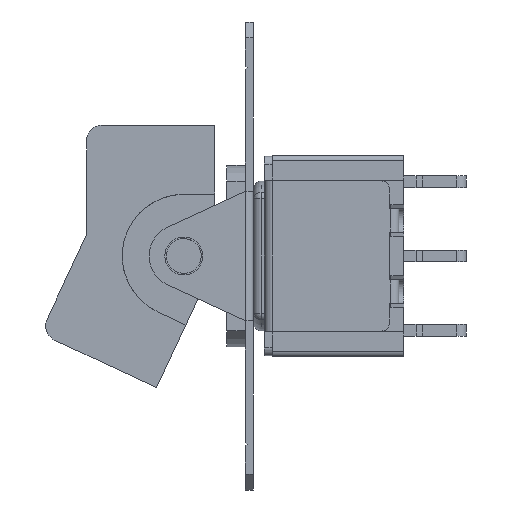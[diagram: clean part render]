
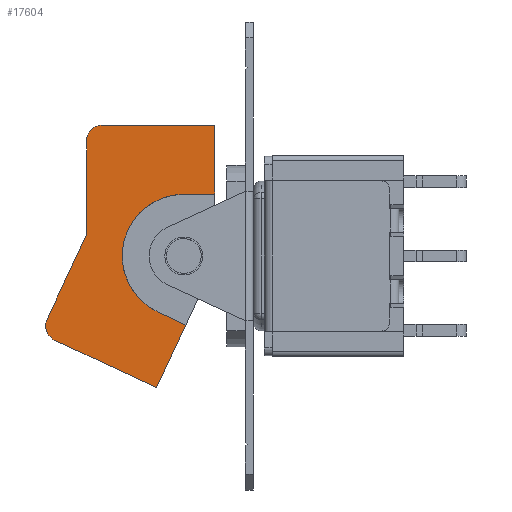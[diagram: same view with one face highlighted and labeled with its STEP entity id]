
A CAD part, front view. The second image highlights one B-rep face of the part: STEP entity #17604.
In plain terms, the highlighted face is planar.
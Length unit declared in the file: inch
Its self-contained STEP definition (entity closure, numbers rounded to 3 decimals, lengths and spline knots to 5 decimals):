
#16161=DIRECTION('',(0.976,0.216,-0.001));
#16162=VECTOR('',#16161,0.23281);
#16163=CARTESIAN_POINT('',(0.,0.32664,0.18337));
#16164=LINE('',#16163,#16162);
#16168=CARTESIAN_POINT('',(0.2273,0.37703,
0.18311));
#16169=CARTESIAN_POINT('',(0.23144,0.37795,
0.18311));
#16170=CARTESIAN_POINT('',(0.23957,0.37843,
0.18311));
#16171=CARTESIAN_POINT('',(0.25183,0.37528,
0.18312));
#16172=CARTESIAN_POINT('',(0.2624,0.36852,
0.18316));
#16173=CARTESIAN_POINT('',(0.27038,0.35875,
0.18321));
#16174=CARTESIAN_POINT('',(0.27335,0.35121,
0.18325));
#16175=CARTESIAN_POINT('',(0.27426,0.3471,
0.18327));
#16180=DIRECTION('',(-0.976,-0.216,0.001));
#16181=VECTOR('',#16180,0.17139);
#16182=CARTESIAN_POINT('',(0.33465,0.07419,
0.18469));
#16183=LINE('',#16182,#16181);
#16187=DIRECTION('',(-0.226,0.974,-0.005));
#16188=VECTOR('',#16187,0.07846);
#16189=CARTESIAN_POINT('',(0.16732,0.03709,
0.18482));
#16190=LINE('',#16189,#16188);
#16194=DIRECTION('',(-0.226,-0.974,0.005));
#16195=VECTOR('',#16194,0.07846);
#16196=CARTESIAN_POINT('',(-0.14955,0.11351,
0.18446));
#16197=LINE('',#16196,#16195);
#16201=DIRECTION('',(-0.976,0.216,-0.001));
#16202=VECTOR('',#16201,0.17139);
#16203=CARTESIAN_POINT('',(-0.16732,0.03709,
0.18482));
#16204=LINE('',#16203,#16202);
#16208=CARTESIAN_POINT('',(-0.27426,0.3471,
0.18327));
#16209=CARTESIAN_POINT('',(-0.27334,0.35124,
0.18325));
#16210=CARTESIAN_POINT('',(-0.27035,0.35882,
0.18321));
#16211=CARTESIAN_POINT('',(-0.26231,0.3686,
0.18316));
#16212=CARTESIAN_POINT('',(-0.25172,0.37533,
0.18312));
#16213=CARTESIAN_POINT('',(-0.2395,0.37843,
0.18311));
#16214=CARTESIAN_POINT('',(-0.23141,0.37794,
0.18311));
#16215=CARTESIAN_POINT('',(-0.2273,0.37703,
0.18311));
#16220=DIRECTION('',(0.976,-0.216,0.001));
#16221=VECTOR('',#16220,0.23281);
#16222=CARTESIAN_POINT('',(-0.2273,0.37703,
0.18311));
#16223=LINE('',#16222,#16221);
#16262=DIRECTION('',(-0.216,-0.976,0.005));
#16263=VECTOR('',#16262,0.27952);
#16264=CARTESIAN_POINT('',(-0.27426,0.3471,
0.18327));
#16265=LINE('',#16264,#16263);
#16468=CARTESIAN_POINT('',(-0.14955,0.11351,
0.18446));
#16469=CARTESIAN_POINT('',(-0.14666,0.12596,
0.1844));
#16470=CARTESIAN_POINT('',(-0.13802,0.14954,
0.18428));
#16471=CARTESIAN_POINT('',(-0.11589,0.18207,
0.18411));
#16472=CARTESIAN_POINT('',(-0.08558,0.20824,
0.18398));
#16473=CARTESIAN_POINT('',(-0.05049,0.22549,
0.18389));
#16474=CARTESIAN_POINT('',(-0.01207,0.23341,
0.18385));
#16475=CARTESIAN_POINT('',(0.02543,0.23165,
0.18386));
#16476=CARTESIAN_POINT('',(0.06057,0.22135,
0.18391));
#16477=CARTESIAN_POINT('',(0.09166,0.20366,
0.184));
#16478=CARTESIAN_POINT('',(0.11836,0.1788,
0.18413));
#16479=CARTESIAN_POINT('',(0.1384,0.14842,
0.18428));
#16480=CARTESIAN_POINT('',(0.14673,0.12565,
0.1844));
#16481=CARTESIAN_POINT('',(0.14955,0.11351,
0.18446));
#16500=DIRECTION('',(-0.216,0.976,-0.005));
#16501=VECTOR('',#16500,0.27952);
#16502=CARTESIAN_POINT('',(0.33465,0.07419,
0.18469));
#16503=LINE('',#16502,#16501);
#16826=CARTESIAN_POINT('',(-0.16732,0.03709,
0.18482));
#16827=VERTEX_POINT('',#16826);
#16828=CARTESIAN_POINT('',(-0.33465,0.07419,
0.18469));
#16829=VERTEX_POINT('',#16828);
#16842=CARTESIAN_POINT('',(0.33465,0.07419,
0.18469));
#16843=VERTEX_POINT('',#16842);
#16844=CARTESIAN_POINT('',(0.16732,0.03709,
0.18482));
#16845=VERTEX_POINT('',#16844);
#16852=CARTESIAN_POINT('',(0.27426,0.3471,
0.18327));
#16853=VERTEX_POINT('',#16852);
#16854=CARTESIAN_POINT('',(0.,0.32664,0.18337));
#16856=VERTEX_POINT('',#16854);
#16858=CARTESIAN_POINT('',(0.2273,0.37703,
0.18311));
#16859=VERTEX_POINT('',#16858);
#16864=CARTESIAN_POINT('',(-0.2273,0.37703,
0.18311));
#16865=VERTEX_POINT('',#16864);
#16866=CARTESIAN_POINT('',(-0.27426,0.3471,
0.18327));
#16867=VERTEX_POINT('',#16866);
#16872=CARTESIAN_POINT('',(-0.14955,0.11351,
0.18446));
#16873=VERTEX_POINT('',#16872);
#16876=CARTESIAN_POINT('',(0.14955,0.11351,
0.18446));
#16877=VERTEX_POINT('',#16876);
#17577=CARTESIAN_POINT('',(0.,0.20756,0.18398));
#17578=DIRECTION('',(0.,0.005,1.));
#17579=DIRECTION('',(0.,1.,-0.005));
#17580=AXIS2_PLACEMENT_3D('',#17577,#17578,#17579);
#17581=PLANE('',#17580);
#17583=ORIENTED_EDGE('',*,*,#17582,.T.);
#17585=ORIENTED_EDGE('',*,*,#17584,.T.);
#17587=ORIENTED_EDGE('',*,*,#17586,.F.);
#17589=ORIENTED_EDGE('',*,*,#17588,.T.);
#17591=ORIENTED_EDGE('',*,*,#17590,.T.);
#17593=ORIENTED_EDGE('',*,*,#17592,.F.);
#17594=ORIENTED_EDGE('',*,*,#17563,.T.);
#17595=ORIENTED_EDGE('',*,*,#17512,.T.);
#17597=ORIENTED_EDGE('',*,*,#17596,.F.);
#17599=ORIENTED_EDGE('',*,*,#17598,.T.);
#17601=ORIENTED_EDGE('',*,*,#17600,.T.);
#17602=EDGE_LOOP('',(#17583,#17585,#17587,#17589,#17591,#17593,#17594,#17595,
#17597,#17599,#17601));
#17603=FACE_OUTER_BOUND('',#17602,.F.);
#16176=B_SPLINE_CURVE_WITH_KNOTS('',3,(#16168,#16169,#16170,#16171,#16172,
#16173,#16174,#16175),.UNSPECIFIED.,.F.,.F.,(4,1,1,1,1,4),(0.,0.2,0.4,
0.6,0.8,1.),.UNSPECIFIED.);
#16216=B_SPLINE_CURVE_WITH_KNOTS('',3,(#16208,#16209,#16210,#16211,#16212,
#16213,#16214,#16215),.UNSPECIFIED.,.F.,.F.,(4,1,1,1,1,4),(0.,0.2,0.4,
0.6,0.8,1.),.UNSPECIFIED.);
#16482=B_SPLINE_CURVE_WITH_KNOTS('',3,(#16468,#16469,#16470,#16471,#16472,
#16473,#16474,#16475,#16476,#16477,#16478,#16479,#16480,#16481),.UNSPECIFIED.,
.F.,.F.,(4,1,1,1,1,1,1,1,1,1,1,4),(0.,0.09091,0.18182,
0.27273,0.36364,0.45455,0.54545,
0.63636,0.72727,0.81818,0.90909,1.),
.UNSPECIFIED.);
#17512=EDGE_CURVE('',#16827,#16829,#16204,.T.);
#17563=EDGE_CURVE('',#16873,#16827,#16197,.T.);
#17582=EDGE_CURVE('',#16856,#16859,#16164,.T.);
#17584=EDGE_CURVE('',#16859,#16853,#16176,.T.);
#17586=EDGE_CURVE('',#16843,#16853,#16503,.T.);
#17588=EDGE_CURVE('',#16843,#16845,#16183,.T.);
#17590=EDGE_CURVE('',#16845,#16877,#16190,.T.);
#17592=EDGE_CURVE('',#16873,#16877,#16482,.T.);
#17596=EDGE_CURVE('',#16867,#16829,#16265,.T.);
#17598=EDGE_CURVE('',#16867,#16865,#16216,.T.);
#17600=EDGE_CURVE('',#16865,#16856,#16223,.T.);
#17604=ADVANCED_FACE('',(#17603),#17581,.T.);
